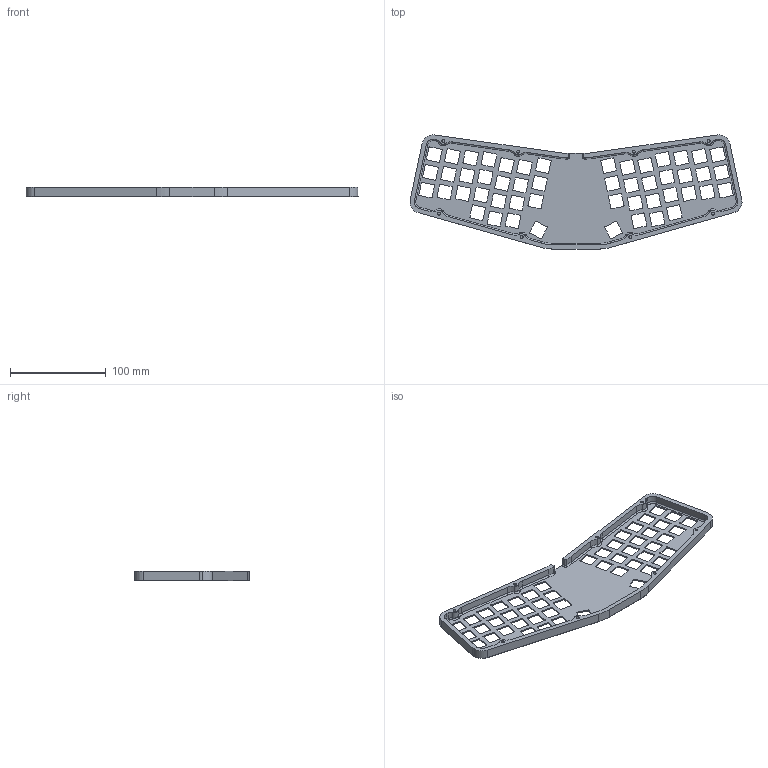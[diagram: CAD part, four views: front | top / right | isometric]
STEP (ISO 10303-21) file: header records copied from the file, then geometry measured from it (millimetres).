
FILE_DESCRIPTION (( 'STEP AP203' ), '1' );
FILE_NAME ('top_case_v3.STEP', '2024-09-20T09:16:00', ( '' ), ( '' ), 'SwSTEP 2.0', 'SolidWorks 2024', '' );
FILE_SCHEMA (( 'CONFIG_CONTROL_DESIGN' ));
Length unit declared in the file: millimetre
Products named in the file (1): top_case_v3
Bounding box: 347.3 x 119.49 x 10 mm (x, y, z)
Volume: 61652.8 mm3; surface area: 62100.1 mm2
Topology: 1 solids, 1 shells, 619 faces, 1759 edges, 1150 vertices
Faces by surface type: cylinder 337, plane 238, torus 44
Entity records: 20604 total; most frequent: DIRECTION 3737, CARTESIAN_POINT 3529, ORIENTED_EDGE 3518, EDGE_CURVE 1759, AXIS2_PLACEMENT_3D 1358, VERTEX_POINT 1150, VECTOR 1021, LINE 1021
